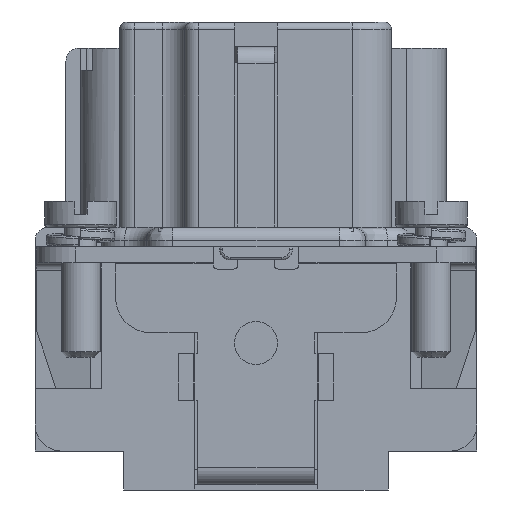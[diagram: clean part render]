
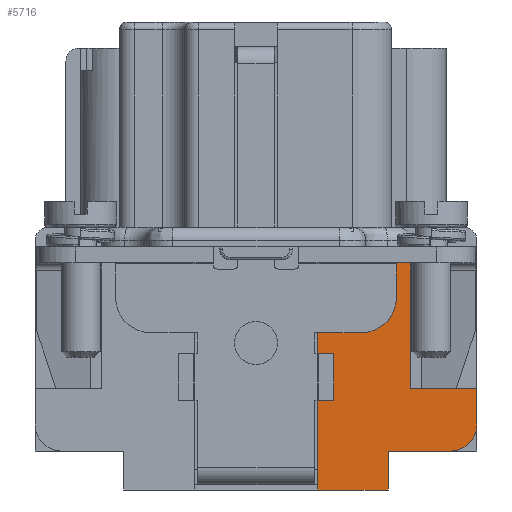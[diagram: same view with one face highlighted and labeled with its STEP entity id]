
A CAD part, left-side view. The second image highlights one B-rep face of the part: STEP entity #5716.
In plain terms, the highlighted planar face has unit normal (-1, 0, 0).
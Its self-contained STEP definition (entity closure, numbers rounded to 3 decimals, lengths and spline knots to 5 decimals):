
#230 = VECTOR ( 'NONE', #55690, 39.37008 ) ;
#2133 = ORIENTED_EDGE ( 'NONE', *, *, #3630, .T. ) ;
#2894 = DIRECTION ( 'NONE',  ( 0., 1., 0. ) ) ;
#3630 = EDGE_CURVE ( 'NONE', #6090, #60639, #47448, .T. ) ;
#3957 = VERTEX_POINT ( 'NONE', #59711 ) ;
#5329 = CARTESIAN_POINT ( 'NONE',  ( -6.8696, 0.78313, 1.43833 ) ) ;
#5420 = EDGE_CURVE ( 'NONE', #64191, #85151, #58283, .T. ) ;
#5586 = CARTESIAN_POINT ( 'NONE',  ( -6.8696, 0.99628, 2.18927 ) ) ;
#5716 = ADVANCED_FACE ( 'NONE', ( #81188 ), #23220, .T. ) ;
#6090 = VERTEX_POINT ( 'NONE', #11620 ) ;
#8201 = CARTESIAN_POINT ( 'NONE',  ( -6.8696, 0.99628, 1.43833 ) ) ;
#8272 = AXIS2_PLACEMENT_3D ( 'NONE', #35404, #82673, #27687 ) ;
#8639 = EDGE_LOOP ( 'NONE', ( #2133, #64640, #58941, #25499, #47379, #89731, #48574, #53479, #87339 ) ) ;
#9287 = CARTESIAN_POINT ( 'NONE',  ( -6.8696, 1.00592, 2.18927 ) ) ;
#10620 = LINE ( 'NONE', #80514, #24916 ) ;
#11620 = CARTESIAN_POINT ( 'NONE',  ( -6.8696, 0.59273, 1.57116 ) ) ;
#11719 = DIRECTION ( 'NONE',  ( 0., 0., 1. ) ) ;
#14564 = LINE ( 'NONE', #8201, #18633 ) ;
#14777 = VECTOR ( 'NONE', #70275, 39.37008 ) ;
#16694 = CARTESIAN_POINT ( 'NONE',  ( -6.8696, 1.00592, 1.45305 ) ) ;
#17334 = EDGE_CURVE ( 'NONE', #86277, #3957, #64806, .T. ) ;
#17483 = CARTESIAN_POINT ( 'NONE',  ( -6.8696, 0.78313, 1.57116 ) ) ;
#18633 = VECTOR ( 'NONE', #34544, 39.37008 ) ;
#18849 = VERTEX_POINT ( 'NONE', #17483 ) ;
#21714 = EDGE_CURVE ( 'NONE', #6090, #18849, #64210, .T. ) ;
#21752 = CARTESIAN_POINT ( 'NONE',  ( -6.8696, 0.51399, 1.6499 ) ) ;
#23220 = PLANE ( 'NONE',  #70700 ) ;
#23236 = EDGE_CURVE ( 'NONE', #77487, #64191, #26295, .T. ) ;
#23989 = VECTOR ( 'NONE', #39926, 39.37008 ) ;
#24660 = DIRECTION ( 'NONE',  ( 0., 1., 0. ) ) ;
#24916 = VECTOR ( 'NONE', #45991, 39.37008 ) ;
#25499 = ORIENTED_EDGE ( 'NONE', *, *, #23236, .T. ) ;
#26295 = LINE ( 'NONE', #81728, #23989 ) ;
#27687 = DIRECTION ( 'NONE',  ( 0., 0., -1. ) ) ;
#30405 = VERTEX_POINT ( 'NONE', #32243 ) ;
#32243 = CARTESIAN_POINT ( 'NONE',  ( -6.8696, 0.51399, 1.76014 ) ) ;
#34544 = DIRECTION ( 'NONE',  ( 0., 0., -1. ) ) ;
#35404 = CARTESIAN_POINT ( 'NONE',  ( -6.8696, 0.59273, 1.6499 ) ) ;
#36622 = CARTESIAN_POINT ( 'NONE',  ( -6.8696, 0.51399, 1.43833 ) ) ;
#39314 = CARTESIAN_POINT ( 'NONE',  ( -6.8696, 0.71478, 2.18927 ) ) ;
#39926 = DIRECTION ( 'NONE',  ( 0., 0., 1. ) ) ;
#44677 = CARTESIAN_POINT ( 'NONE',  ( -6.8696, 0.99628, 1.45305 ) ) ;
#45991 = DIRECTION ( 'NONE',  ( 0., 1., 0. ) ) ;
#47379 = ORIENTED_EDGE ( 'NONE', *, *, #5420, .T. ) ;
#47448 = CIRCLE ( 'NONE', #8272, 0.07874 ) ;
#47619 = VECTOR ( 'NONE', #51357, 39.37008 ) ;
#48574 = ORIENTED_EDGE ( 'NONE', *, *, #17334, .T. ) ;
#51357 = DIRECTION ( 'NONE',  ( 0., 0., 1. ) ) ;
#51387 = DIRECTION ( 'NONE',  ( -1., 0., 0. ) ) ;
#53479 = ORIENTED_EDGE ( 'NONE', *, *, #69563, .T. ) ;
#54961 = CARTESIAN_POINT ( 'NONE',  ( -6.8696, 0.71478, 1.76014 ) ) ;
#55690 = DIRECTION ( 'NONE',  ( 0., 0., 1. ) ) ;
#57050 = LINE ( 'NONE', #36622, #230 ) ;
#57725 = CARTESIAN_POINT ( 'NONE',  ( -6.8696, 1.00592, 1.43833 ) ) ;
#57834 = CARTESIAN_POINT ( 'NONE',  ( -6.8696, 0.48722, 1.57116 ) ) ;
#58283 = LINE ( 'NONE', #9287, #64723 ) ;
#58941 = ORIENTED_EDGE ( 'NONE', *, *, #72783, .T. ) ;
#59433 = EDGE_CURVE ( 'NONE', #60639, #30405, #57050, .T. ) ;
#59711 = CARTESIAN_POINT ( 'NONE',  ( -6.8696, 0.78313, 1.45305 ) ) ;
#60639 = VERTEX_POINT ( 'NONE', #21752 ) ;
#64191 = VERTEX_POINT ( 'NONE', #39314 ) ;
#64210 = LINE ( 'NONE', #57834, #82081 ) ;
#64640 = ORIENTED_EDGE ( 'NONE', *, *, #59433, .T. ) ;
#64723 = VECTOR ( 'NONE', #24660, 39.37008 ) ;
#64806 = LINE ( 'NONE', #16694, #14777 ) ;
#65400 = LINE ( 'NONE', #5329, #47619 ) ;
#69563 = EDGE_CURVE ( 'NONE', #3957, #18849, #65400, .T. ) ;
#70275 = DIRECTION ( 'NONE',  ( 0., -1., 0. ) ) ;
#70700 = AXIS2_PLACEMENT_3D ( 'NONE', #57725, #51387, #11719 ) ;
#72783 = EDGE_CURVE ( 'NONE', #30405, #77487, #10620, .T. ) ;
#77487 = VERTEX_POINT ( 'NONE', #54961 ) ;
#80514 = CARTESIAN_POINT ( 'NONE',  ( -6.8696, 1.00592, 1.76014 ) ) ;
#81188 = FACE_OUTER_BOUND ( 'NONE', #8639, .T. ) ;
#81728 = CARTESIAN_POINT ( 'NONE',  ( -6.8696, 0.71478, 1.43833 ) ) ;
#82081 = VECTOR ( 'NONE', #2894, 39.37008 ) ;
#82315 = EDGE_CURVE ( 'NONE', #85151, #86277, #14564, .T. ) ;
#82673 = DIRECTION ( 'NONE',  ( -1., 0., 0. ) ) ;
#85151 = VERTEX_POINT ( 'NONE', #5586 ) ;
#86277 = VERTEX_POINT ( 'NONE', #44677 ) ;
#87339 = ORIENTED_EDGE ( 'NONE', *, *, #21714, .F. ) ;
#89731 = ORIENTED_EDGE ( 'NONE', *, *, #82315, .T. ) ;
